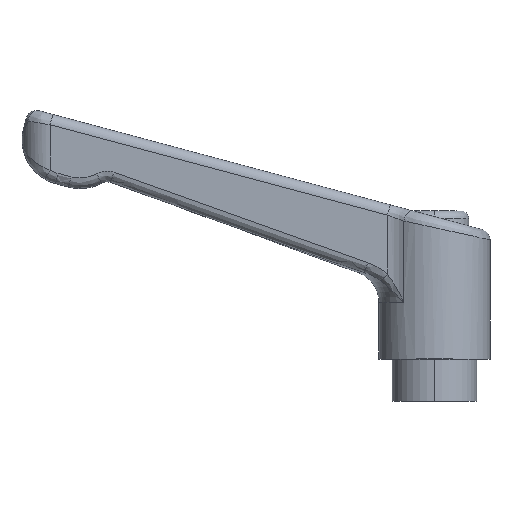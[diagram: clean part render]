
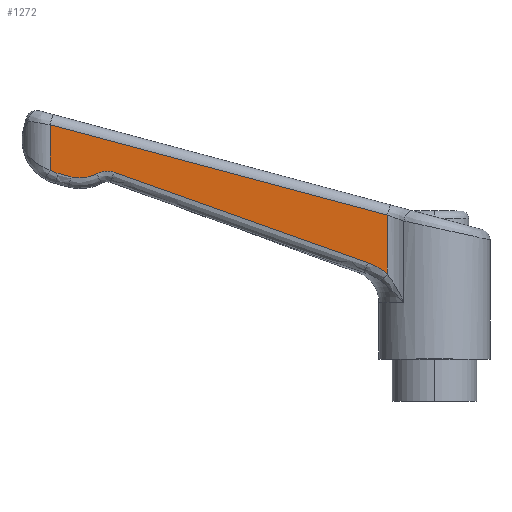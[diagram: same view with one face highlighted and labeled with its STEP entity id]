
A CAD part, top view. The second image highlights one B-rep face of the part: STEP entity #1272.
In plain terms, the highlighted planar face has unit normal (-0.035, 0, 0.999).
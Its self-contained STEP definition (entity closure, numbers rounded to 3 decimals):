
#46=PLANE($,#1390);
#76=LINE($,#2130,#130);
#78=LINE($,#2150,#132);
#82=LINE($,#2279,#136);
#130=VECTOR($,#1588,8.561);
#132=VECTOR($,#1592,11.144);
#136=VECTOR($,#1608,66.068);
#215=B_SPLINE_CURVE_WITH_KNOTS($,3,(#2281,#2282,#2283,#2284),
 .UNSPECIFIED.,.F.,.F.,(4,4),(0.,0.002),.UNSPECIFIED.);
#216=B_SPLINE_CURVE_WITH_KNOTS($,3,(#2286,#2287,#2288,#2289),
 .UNSPECIFIED.,.F.,.F.,(4,4),(0.,0.003),.UNSPECIFIED.);
#217=B_SPLINE_CURVE_WITH_KNOTS($,3,(#2291,#2292,#2293,#2294,#2295,#2296,
#2297,#2298,#2299,#2300,#2301,#2302),.UNSPECIFIED.,.F.,.F.,(4,2,2,2,2,4),
(0.,0.001,0.002,0.002,0.004,
0.005),.UNSPECIFIED.);
#218=B_SPLINE_CURVE_WITH_KNOTS($,3,(#2304,#2305,#2306,#2307,#2308,#2309,
#2310,#2311,#2312,#2313),.UNSPECIFIED.,.F.,.F.,(4,2,2,2,4),(0.,0.001,
0.002,0.003,0.003),
 .UNSPECIFIED.);
#219=B_SPLINE_CURVE_WITH_KNOTS($,3,(#2315,#2316,#2317,#2318,#2319,#2320,
#2321,#2322,#2323,#2324),.UNSPECIFIED.,.F.,.F.,(4,2,2,2,4),(0.,0.025,
0.038,0.045,0.051),.UNSPECIFIED.);
#220=B_SPLINE_CURVE_WITH_KNOTS($,3,(#2325,#2326,#2327,#2328,#2329,#2330),
 .UNSPECIFIED.,.F.,.F.,(4,2,4),(0.,0.002,0.004),
 .UNSPECIFIED.);
#261=FACE_OUTER_BOUND($,#353,.T.);
#353=EDGE_LOOP($,(#933,#934,#935,#936,#937,#938,#939,#940,#941));
#581=VERTEX_POINT($,#2112);
#582=VERTEX_POINT($,#2129);
#586=VERTEX_POINT($,#2144);
#587=VERTEX_POINT($,#2149);
#599=VERTEX_POINT($,#2280);
#600=VERTEX_POINT($,#2285);
#601=VERTEX_POINT($,#2290);
#602=VERTEX_POINT($,#2303);
#603=VERTEX_POINT($,#2314);
#703=EDGE_CURVE($,#582,#581,#76,.T.);
#708=EDGE_CURVE($,#586,#587,#78,.T.);
#727=EDGE_CURVE($,#586,#582,#82,.T.);
#728=EDGE_CURVE($,#581,#599,#215,.T.);
#729=EDGE_CURVE($,#599,#600,#216,.T.);
#730=EDGE_CURVE($,#600,#601,#217,.T.);
#731=EDGE_CURVE($,#602,#601,#218,.T.);
#732=EDGE_CURVE($,#602,#603,#219,.T.);
#733=EDGE_CURVE($,#603,#587,#220,.T.);
#933=ORIENTED_EDGE($,*,*,#708,.F.);
#934=ORIENTED_EDGE($,*,*,#727,.T.);
#935=ORIENTED_EDGE($,*,*,#703,.T.);
#936=ORIENTED_EDGE($,*,*,#728,.T.);
#937=ORIENTED_EDGE($,*,*,#729,.T.);
#938=ORIENTED_EDGE($,*,*,#730,.T.);
#939=ORIENTED_EDGE($,*,*,#731,.F.);
#940=ORIENTED_EDGE($,*,*,#732,.T.);
#941=ORIENTED_EDGE($,*,*,#733,.T.);
#1272=ADVANCED_FACE($,(#261),#46,.F.);
#1390=AXIS2_PLACEMENT_3D($,#2278,#1606,#1607);
#1588=DIRECTION($,(0.,-1.,0.));
#1592=DIRECTION($,(0.,-1.,0.));
#1606=DIRECTION('center_axis',(0.035,0.,-0.999));
#1607=DIRECTION('ref_axis',(0.,-1.,0.));
#1608=DIRECTION($,(-0.965,0.259,-0.034));
#2112=CARTESIAN_POINT('',(-72.694,7.732,5.497));
#2129=CARTESIAN_POINT('',(-72.694,16.293,5.497));
#2130=CARTESIAN_POINT($,(-72.694,19.,5.497));
#2144=CARTESIAN_POINT('',(-8.914,-0.796,7.75));
#2149=CARTESIAN_POINT('',(-8.914,-11.94,7.75));
#2150=CARTESIAN_POINT($,(-8.914,19.,7.75));
#2278=CARTESIAN_POINT('Origin',(-72.694,19.,5.497));
#2279=CARTESIAN_POINT($,(-73.37,16.474,5.473));
#2280=CARTESIAN_POINT('',(-71.164,7.107,5.551));
#2281=CARTESIAN_POINT('Ctrl Pts',(-72.694,7.732,5.497));
#2282=CARTESIAN_POINT('Ctrl Pts',(-72.211,7.459,5.514));
#2283=CARTESIAN_POINT('Ctrl Pts',(-71.701,7.251,5.532));
#2284=CARTESIAN_POINT('Ctrl Pts',(-71.164,7.107,5.551));
#2285=CARTESIAN_POINT('',(-68.742,6.46,5.636));
#2286=CARTESIAN_POINT('Ctrl Pts',(-71.164,7.107,5.551));
#2287=CARTESIAN_POINT('Ctrl Pts',(-70.357,6.892,5.579));
#2288=CARTESIAN_POINT('Ctrl Pts',(-69.549,6.676,5.608));
#2289=CARTESIAN_POINT('Ctrl Pts',(-68.742,6.46,5.636));
#2290=CARTESIAN_POINT('',(-63.909,7.044,5.807));
#2291=CARTESIAN_POINT('Ctrl Pts',(-68.742,6.46,5.636));
#2292=CARTESIAN_POINT('Ctrl Pts',(-68.337,6.352,5.651));
#2293=CARTESIAN_POINT('Ctrl Pts',(-67.928,6.284,5.665));
#2294=CARTESIAN_POINT('Ctrl Pts',(-67.31,6.241,5.687));
#2295=CARTESIAN_POINT('Ctrl Pts',(-67.103,6.236,5.694));
#2296=CARTESIAN_POINT('Ctrl Pts',(-66.687,6.246,5.709));
#2297=CARTESIAN_POINT('Ctrl Pts',(-66.477,6.261,5.716));
#2298=CARTESIAN_POINT('Ctrl Pts',(-65.857,6.336,5.738));
#2299=CARTESIAN_POINT('Ctrl Pts',(-65.453,6.424,5.752));
#2300=CARTESIAN_POINT('Ctrl Pts',(-64.664,6.677,5.78));
#2301=CARTESIAN_POINT('Ctrl Pts',(-64.277,6.842,5.794));
#2302=CARTESIAN_POINT('Ctrl Pts',(-63.909,7.044,5.807));
#2303=CARTESIAN_POINT('',(-60.6,7.298,5.924));
#2304=CARTESIAN_POINT('Ctrl Pts',(-60.6,7.298,5.924));
#2305=CARTESIAN_POINT('Ctrl Pts',(-60.87,7.396,5.914));
#2306=CARTESIAN_POINT('Ctrl Pts',(-61.15,7.464,5.904));
#2307=CARTESIAN_POINT('Ctrl Pts',(-61.717,7.541,5.884));
#2308=CARTESIAN_POINT('Ctrl Pts',(-62.,7.549,5.874));
#2309=CARTESIAN_POINT('Ctrl Pts',(-62.567,7.505,5.854));
#2310=CARTESIAN_POINT('Ctrl Pts',(-62.852,7.452,5.844));
#2311=CARTESIAN_POINT('Ctrl Pts',(-63.395,7.291,5.825));
#2312=CARTESIAN_POINT('Ctrl Pts',(-63.657,7.182,5.816));
#2313=CARTESIAN_POINT('Ctrl Pts',(-63.909,7.044,5.807));
#2314=CARTESIAN_POINT('',(-12.635,-9.77,7.619));
#2315=CARTESIAN_POINT('Ctrl Pts',(-60.6,7.298,5.924));
#2316=CARTESIAN_POINT('Ctrl Pts',(-52.622,4.407,6.206));
#2317=CARTESIAN_POINT('Ctrl Pts',(-44.643,1.519,6.488));
#2318=CARTESIAN_POINT('Ctrl Pts',(-32.665,-2.785,6.911));
#2319=CARTESIAN_POINT('Ctrl Pts',(-28.67,-4.215,7.052));
#2320=CARTESIAN_POINT('Ctrl Pts',(-22.67,-6.336,7.264));
#2321=CARTESIAN_POINT('Ctrl Pts',(-20.668,-7.038,7.335));
#2322=CARTESIAN_POINT('Ctrl Pts',(-16.659,-8.425,7.476));
#2323=CARTESIAN_POINT('Ctrl Pts',(-14.651,-9.11,7.547));
#2324=CARTESIAN_POINT('Ctrl Pts',(-12.635,-9.77,7.619));
#2325=CARTESIAN_POINT('Ctrl Pts',(-12.635,-9.77,7.619));
#2326=CARTESIAN_POINT('Ctrl Pts',(-11.942,-9.996,7.643));
#2327=CARTESIAN_POINT('Ctrl Pts',(-11.286,-10.293,7.666));
#2328=CARTESIAN_POINT('Ctrl Pts',(-10.044,-11.018,7.71));
#2329=CARTESIAN_POINT('Ctrl Pts',(-9.453,-11.449,7.731));
#2330=CARTESIAN_POINT('Ctrl Pts',(-8.914,-11.94,7.75));
